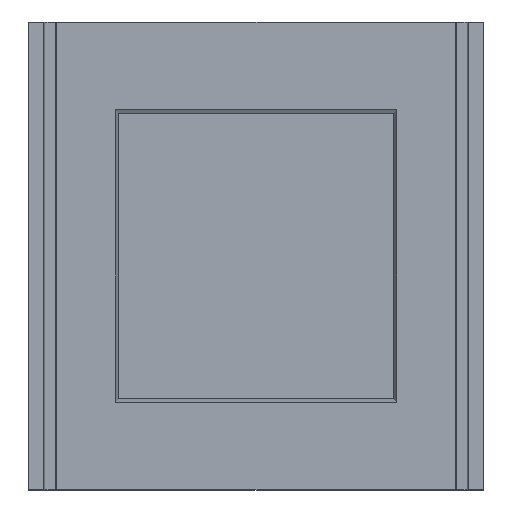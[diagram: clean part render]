
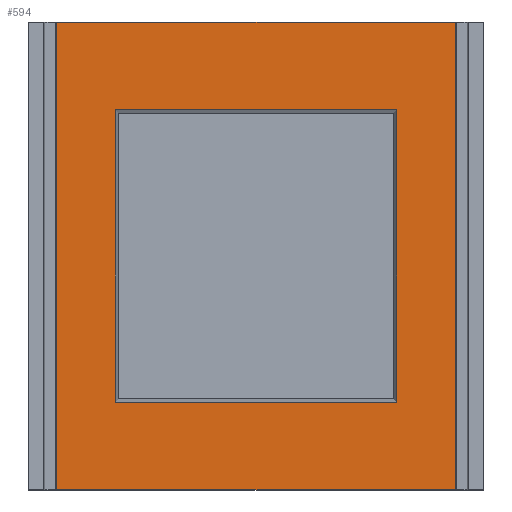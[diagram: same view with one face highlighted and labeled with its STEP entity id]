
A CAD part, top view. The second image highlights one B-rep face of the part: STEP entity #594.
In plain terms, the highlighted planar face has unit normal (0, 0, 1).
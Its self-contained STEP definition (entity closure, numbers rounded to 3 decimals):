
#16 = VECTOR ( 'NONE', #595, 1000. ) ;
#41 = VECTOR ( 'NONE', #114, 1000. ) ;
#52 = VERTEX_POINT ( 'NONE', #87 ) ;
#54 = EDGE_CURVE ( 'NONE', #168, #313, #425, .T. ) ;
#57 = DIRECTION ( 'NONE',  ( 1., 0., 0. ) ) ;
#78 = EDGE_CURVE ( 'NONE', #313, #158, #403, .T. ) ;
#86 = ORIENTED_EDGE ( 'NONE', *, *, #163, .T. ) ;
#87 = CARTESIAN_POINT ( 'NONE',  ( -920., 0., 80. ) ) ;
#90 = CARTESIAN_POINT ( 'NONE',  ( -1050., 0., 80. ) ) ;
#101 = FACE_BOUND ( 'NONE', #104, .T. ) ;
#104 = EDGE_LOOP ( 'NONE', ( #362, #328, #405, #509 ) ) ;
#110 = EDGE_CURVE ( 'NONE', #115, #311, #174, .T. ) ;
#112 = VECTOR ( 'NONE', #240, 1000. ) ;
#114 = DIRECTION ( 'NONE',  ( 0., 1., 0. ) ) ;
#115 = VERTEX_POINT ( 'NONE', #539 ) ;
#122 = ORIENTED_EDGE ( 'NONE', *, *, #54, .F. ) ;
#126 = VECTOR ( 'NONE', #57, 1000. ) ;
#137 = CARTESIAN_POINT ( 'NONE',  ( -650., 405., 80. ) ) ;
#158 = VERTEX_POINT ( 'NONE', #292 ) ;
#163 = EDGE_CURVE ( 'NONE', #52, #158, #635, .T. ) ;
#167 = VERTEX_POINT ( 'NONE', #510 ) ;
#168 = VERTEX_POINT ( 'NONE', #400 ) ;
#169 = DIRECTION ( 'NONE',  ( 0., -1., 0. ) ) ;
#170 = CARTESIAN_POINT ( 'NONE',  ( 650., 405., 80. ) ) ;
#174 = LINE ( 'NONE', #137, #212 ) ;
#182 = CARTESIAN_POINT ( 'NONE',  ( -1050., 2160., 80. ) ) ;
#184 = DIRECTION ( 'NONE',  ( 1., 0., 0. ) ) ;
#195 = LINE ( 'NONE', #623, #560 ) ;
#212 = VECTOR ( 'NONE', #184, 1000. ) ;
#234 = VECTOR ( 'NONE', #632, 1000. ) ;
#240 = DIRECTION ( 'NONE',  ( 0., -1., 0. ) ) ;
#278 = AXIS2_PLACEMENT_3D ( 'NONE', #182, #592, #285 ) ;
#282 = ORIENTED_EDGE ( 'NONE', *, *, #78, .F. ) ;
#285 = DIRECTION ( 'NONE',  ( -1., 0., 0. ) ) ;
#292 = CARTESIAN_POINT ( 'NONE',  ( 920., 0., 80. ) ) ;
#295 = LINE ( 'NONE', #382, #234 ) ;
#297 = VERTEX_POINT ( 'NONE', #301 ) ;
#301 = CARTESIAN_POINT ( 'NONE',  ( -650., 1755., 80. ) ) ;
#311 = VERTEX_POINT ( 'NONE', #604 ) ;
#313 = VERTEX_POINT ( 'NONE', #461 ) ;
#328 = ORIENTED_EDGE ( 'NONE', *, *, #529, .F. ) ;
#362 = ORIENTED_EDGE ( 'NONE', *, *, #110, .F. ) ;
#378 = EDGE_CURVE ( 'NONE', #168, #52, #546, .T. ) ;
#382 = CARTESIAN_POINT ( 'NONE',  ( -650., 405., 80. ) ) ;
#385 = PLANE ( 'NONE',  #278 ) ;
#400 = CARTESIAN_POINT ( 'NONE',  ( -920., 2160., 80. ) ) ;
#403 = LINE ( 'NONE', #640, #112 ) ;
#405 = ORIENTED_EDGE ( 'NONE', *, *, #415, .F. ) ;
#412 = LINE ( 'NONE', #170, #41 ) ;
#413 = VECTOR ( 'NONE', #169, 1000. ) ;
#415 = EDGE_CURVE ( 'NONE', #167, #297, #195, .T. ) ;
#421 = EDGE_CURVE ( 'NONE', #311, #167, #412, .T. ) ;
#422 = DIRECTION ( 'NONE',  ( -1., 0., 0. ) ) ;
#425 = LINE ( 'NONE', #634, #16 ) ;
#446 = ORIENTED_EDGE ( 'NONE', *, *, #378, .T. ) ;
#461 = CARTESIAN_POINT ( 'NONE',  ( 920., 2160., 80. ) ) ;
#485 = FACE_OUTER_BOUND ( 'NONE', #526, .T. ) ;
#509 = ORIENTED_EDGE ( 'NONE', *, *, #421, .F. ) ;
#510 = CARTESIAN_POINT ( 'NONE',  ( 650., 1755., 80. ) ) ;
#522 = CARTESIAN_POINT ( 'NONE',  ( -920., 2160., 80. ) ) ;
#526 = EDGE_LOOP ( 'NONE', ( #86, #282, #122, #446 ) ) ;
#529 = EDGE_CURVE ( 'NONE', #297, #115, #295, .T. ) ;
#539 = CARTESIAN_POINT ( 'NONE',  ( -650., 405., 80. ) ) ;
#546 = LINE ( 'NONE', #522, #413 ) ;
#560 = VECTOR ( 'NONE', #422, 1000. ) ;
#592 = DIRECTION ( 'NONE',  ( 0., 0., -1. ) ) ;
#594 = ADVANCED_FACE ( 'NONE', ( #485, #101 ), #385, .F. ) ;
#595 = DIRECTION ( 'NONE',  ( 1., 0., 0. ) ) ;
#604 = CARTESIAN_POINT ( 'NONE',  ( 650., 405., 80. ) ) ;
#623 = CARTESIAN_POINT ( 'NONE',  ( -650., 1755., 80. ) ) ;
#632 = DIRECTION ( 'NONE',  ( 0., -1., 0. ) ) ;
#634 = CARTESIAN_POINT ( 'NONE',  ( -1050., 2160., 80. ) ) ;
#635 = LINE ( 'NONE', #90, #126 ) ;
#640 = CARTESIAN_POINT ( 'NONE',  ( 920., 2160., 80. ) ) ;
